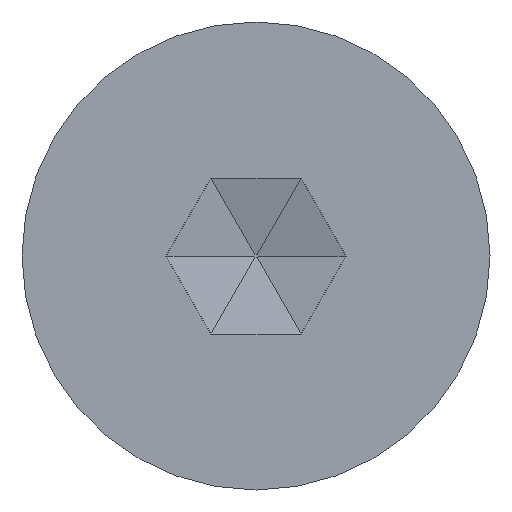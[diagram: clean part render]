
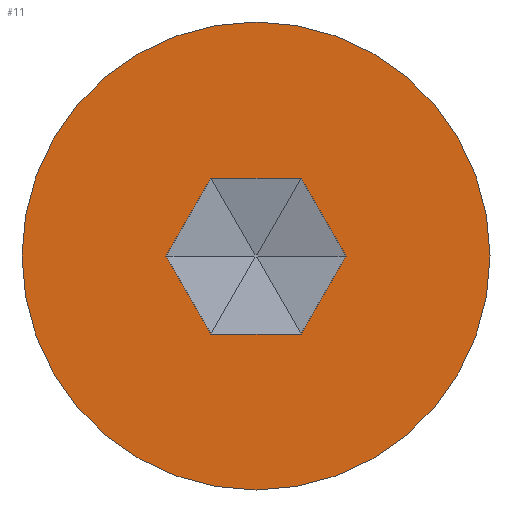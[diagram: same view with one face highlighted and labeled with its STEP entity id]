
A CAD part, left-side view. The second image highlights one B-rep face of the part: STEP entity #11.
In plain terms, the highlighted planar face has unit normal (-1, 0, 0).
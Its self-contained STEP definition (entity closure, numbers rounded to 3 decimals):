
#11=ADVANCED_FACE('',(#12,#62),#73,.T.);
#12=FACE_BOUND('',#13,.T.);
#13=EDGE_LOOP('',(#14,#24,#32,#40,#48,#56));
#14=ORIENTED_EDGE('',*,*,#15,.T.);
#15=EDGE_CURVE('',#16,#18,#20,.F.);
#16=VERTEX_POINT('',#17);
#17=CARTESIAN_POINT('',(0.,-1.155,2.0));
#18=VERTEX_POINT('',#19);
#19=CARTESIAN_POINT('',(0.0,-2.309,0.));
#20=LINE('',#21,#22);
#21=CARTESIAN_POINT('',(0.0,-2.309,0.));
#22=VECTOR('',#23,1.0);
#23=DIRECTION('',(0.0,0.5,0.866));
#24=ORIENTED_EDGE('',*,*,#25,.T.);
#25=EDGE_CURVE('',#18,#26,#28,.F.);
#26=VERTEX_POINT('',#27);
#27=CARTESIAN_POINT('',(0.0,-1.155,-2.0));
#28=LINE('',#29,#30);
#29=CARTESIAN_POINT('',(0.0,-1.155,-2.0));
#30=VECTOR('',#31,1.0);
#31=DIRECTION('',(0.0,-0.5,0.866));
#32=ORIENTED_EDGE('',*,*,#33,.T.);
#33=EDGE_CURVE('',#26,#34,#36,.F.);
#34=VERTEX_POINT('',#35);
#35=CARTESIAN_POINT('',(0.0,1.155,-2.0));
#36=LINE('',#37,#38);
#37=CARTESIAN_POINT('',(0.0,1.155,-2.0));
#38=VECTOR('',#39,1.0);
#39=DIRECTION('',(0.0,-1.0,0.0));
#40=ORIENTED_EDGE('',*,*,#41,.T.);
#41=EDGE_CURVE('',#34,#42,#44,.F.);
#42=VERTEX_POINT('',#43);
#43=CARTESIAN_POINT('',(0.0,2.309,0.));
#44=LINE('',#45,#46);
#45=CARTESIAN_POINT('',(0.0,2.309,0.));
#46=VECTOR('',#47,1.0);
#47=DIRECTION('',(0.0,-0.5,-0.866));
#48=ORIENTED_EDGE('',*,*,#49,.T.);
#49=EDGE_CURVE('',#42,#50,#52,.F.);
#50=VERTEX_POINT('',#51);
#51=CARTESIAN_POINT('',(0.0,1.155,2.0));
#52=LINE('',#53,#54);
#53=CARTESIAN_POINT('',(0.0,1.155,2.0));
#54=VECTOR('',#55,1.0);
#55=DIRECTION('',(0.0,0.5,-0.866));
#56=ORIENTED_EDGE('',*,*,#57,.T.);
#57=EDGE_CURVE('',#50,#16,#58,.F.);
#58=LINE('',#59,#60);
#59=CARTESIAN_POINT('',(0.0,-1.155,2.0));
#60=VECTOR('',#61,1.0);
#61=DIRECTION('',(0.0,1.0,0.0));
#62=FACE_BOUND('',#63,.T.);
#63=EDGE_LOOP('',(#64));
#64=ORIENTED_EDGE('',*,*,#65,.T.);
#65=EDGE_CURVE('',#66,#66,#68,.F.);
#66=VERTEX_POINT('',#67);
#67=CARTESIAN_POINT('',(0.,6.0,0.));
#68=CIRCLE('',#69,6.0);
#69=AXIS2_PLACEMENT_3D('',#70,#71,#72);
#70=CARTESIAN_POINT('',(0.,0.,0.0));
#71=DIRECTION('',(1.0,0.,0.0));
#72=DIRECTION('',(0.,1.0,0.0));
#73=PLANE('',#74);
#74=AXIS2_PLACEMENT_3D('',#75,#76,#77);
#75=CARTESIAN_POINT('',(0.,0.,0.0));
#76=DIRECTION('',(-1.0,0.,0.0));
#77=DIRECTION('',(0.,-1.0,0.0));
